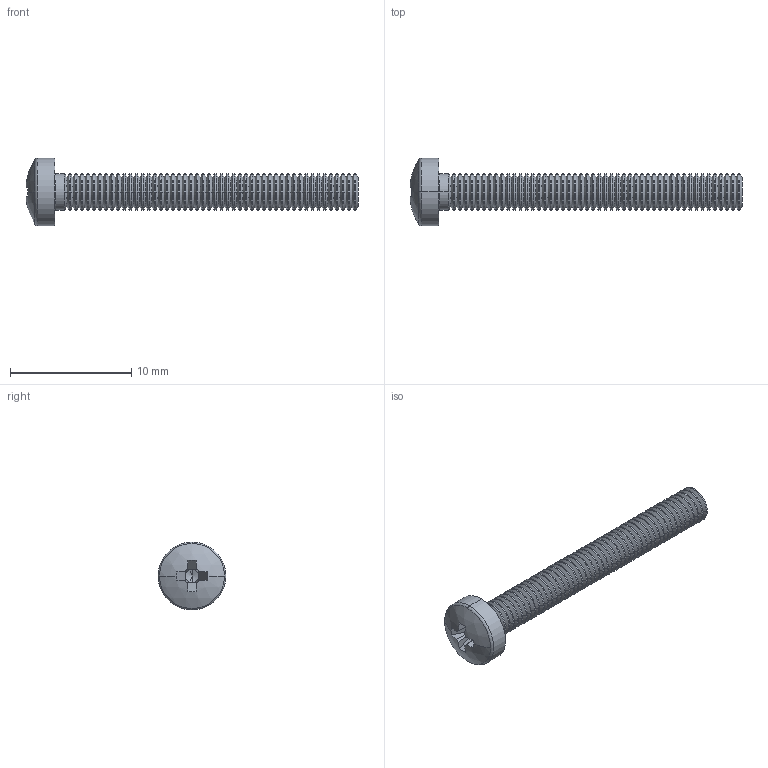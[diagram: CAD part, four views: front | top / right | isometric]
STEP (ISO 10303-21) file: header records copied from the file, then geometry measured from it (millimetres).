
FILE_DESCRIPTION (( 'STEP AP203' ), '1' );
FILE_NAME ('ISO 7045 - M3 x 25 - Z --- 25S_ISO 7045 - M3 x 25 - Z --- 25S_sldprt.STEP', '2018-07-13T16:58:44', ( '' ), ( '' ), 'SwSTEP 2.0', 'SolidWorks 2014', '' );
FILE_SCHEMA (( 'CONFIG_CONTROL_DESIGN' ));
Length unit declared in the file: millimetre
Products named in the file (1): ISO 7045 - M3 x 25 - Z --- 25S_ISO 7045 - M3 x 25 - Z --- 25S_sldprt
Bounding box: 27.35 x 5.6 x 5.6 mm (x, y, z)
Volume: 198.1 mm3; surface area: 425.2 mm2
Topology: 1 solids, 1 shells, 333 faces, 876 edges, 544 vertices
Faces by surface type: cone 205, cylinder 100, plane 22, torus 4, sphere 2
Entity records: 10505 total; most frequent: DIRECTION 2069, CARTESIAN_POINT 1791, ORIENTED_EDGE 1748, EDGE_CURVE 874, AXIS2_PLACEMENT_3D 874, VERTEX_POINT 544, CIRCLE 540, EDGE_LOOP 334
